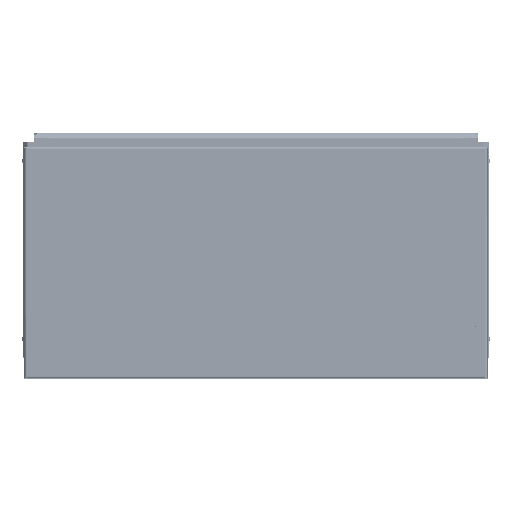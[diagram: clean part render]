
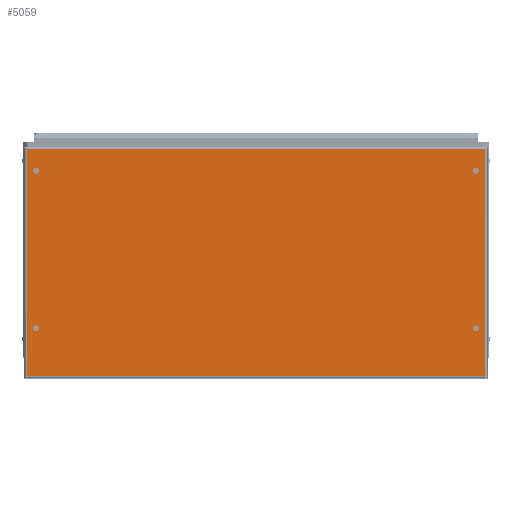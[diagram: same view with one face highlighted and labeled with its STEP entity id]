
A CAD part, top view. The second image highlights one B-rep face of the part: STEP entity #5059.
In plain terms, the highlighted face is planar.
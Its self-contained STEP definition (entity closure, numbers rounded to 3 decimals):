
#3136=FACE_BOUND('',#9554,.T.);
#3137=FACE_BOUND('',#9555,.T.);
#3138=FACE_BOUND('',#9556,.T.);
#3139=FACE_BOUND('',#9557,.T.);
#3140=FACE_BOUND('',#9558,.T.);
#4364=CIRCLE('',#35911,5.);
#4366=CIRCLE('',#35914,5.);
#4368=CIRCLE('',#35917,5.);
#4370=CIRCLE('',#35920,5.);
#5059=ADVANCED_FACE('F27',(#3136,#3137,#3138,#3139,#3140),#6740,.T.);
#6740=PLANE('',#35923);
#9554=EDGE_LOOP('',(#12910,#12911,#12912,#12913));
#9555=EDGE_LOOP('',(#12914));
#9556=EDGE_LOOP('',(#12915));
#9557=EDGE_LOOP('',(#12916));
#9558=EDGE_LOOP('',(#12917));
#12019=B_SPLINE_CURVE_WITH_KNOTS('',3,(#46112,#46113,#46114,#46115),
 .UNSPECIFIED.,.F.,.F.,(4,4),(0.,1.),.UNSPECIFIED.);
#12020=B_SPLINE_CURVE_WITH_KNOTS('',3,(#46117,#46118,#46119,#46120),
 .UNSPECIFIED.,.F.,.F.,(4,4),(0.,1.),.UNSPECIFIED.);
#12021=B_SPLINE_CURVE_WITH_KNOTS('',3,(#46122,#46123,#46124,#46125),
 .UNSPECIFIED.,.F.,.F.,(4,4),(0.,1.),.UNSPECIFIED.);
#12022=B_SPLINE_CURVE_WITH_KNOTS('',3,(#46127,#46128,#46129,#46130),
 .UNSPECIFIED.,.F.,.F.,(4,4),(0.,1.),.UNSPECIFIED.);
#12910=ORIENTED_EDGE('',*,*,#25179,.F.);
#12911=ORIENTED_EDGE('',*,*,#25180,.F.);
#12912=ORIENTED_EDGE('',*,*,#25181,.F.);
#12913=ORIENTED_EDGE('',*,*,#25182,.F.);
#12914=ORIENTED_EDGE('',*,*,#25177,.T.);
#12915=ORIENTED_EDGE('',*,*,#25174,.T.);
#12916=ORIENTED_EDGE('',*,*,#25171,.T.);
#12917=ORIENTED_EDGE('',*,*,#25168,.T.);
#22124=VERTEX_POINT('',#46077);
#22127=VERTEX_POINT('',#46087);
#22129=VERTEX_POINT('',#46094);
#22131=VERTEX_POINT('',#46101);
#22133=VERTEX_POINT('',#46108);
#22134=VERTEX_POINT('',#46116);
#22135=VERTEX_POINT('',#46121);
#22136=VERTEX_POINT('',#46126);
#25168=EDGE_CURVE('E108',#22127,#22127,#4364,.T.);
#25171=EDGE_CURVE('E107',#22129,#22129,#4366,.T.);
#25174=EDGE_CURVE('E106',#22131,#22131,#4368,.T.);
#25177=EDGE_CURVE('E105',#22133,#22133,#4370,.T.);
#25179=EDGE_CURVE('E88',#22124,#22134,#12019,.T.);
#25180=EDGE_CURVE('E68',#22135,#22124,#12020,.T.);
#25181=EDGE_CURVE('E80',#22136,#22135,#12021,.T.);
#25182=EDGE_CURVE('E62',#22134,#22136,#12022,.T.);
#35911=AXIS2_PLACEMENT_3D('',#46088,#38202,#38203);
#35914=AXIS2_PLACEMENT_3D('',#46095,#38208,#38209);
#35917=AXIS2_PLACEMENT_3D('',#46102,#38214,#38215);
#35920=AXIS2_PLACEMENT_3D('',#46109,#38220,#38221);
#35923=AXIS2_PLACEMENT_3D('',#46131,#38226,#38227);
#38202=DIRECTION('',(0.,-1.,0.));
#38203=DIRECTION('',(0.,0.,-1.));
#38208=DIRECTION('',(0.,-1.,0.));
#38209=DIRECTION('',(0.,0.,-1.));
#38214=DIRECTION('',(0.,-1.,0.));
#38215=DIRECTION('',(0.,0.,-1.));
#38220=DIRECTION('',(0.,-1.,0.));
#38221=DIRECTION('',(0.,0.,-1.));
#38226=DIRECTION('',(0.,1.,0.));
#38227=DIRECTION('',(0.,0.,1.));
#46077=CARTESIAN_POINT('',(389.209,-1357.554,-637.844));
#46087=CARTESIAN_POINT('',(372.709,-1357.555,-725.344));
#46088=CARTESIAN_POINT('',(372.709,-1357.555,-720.344));
#46094=CARTESIAN_POINT('',(-381.291,-1357.555,-725.344));
#46095=CARTESIAN_POINT('',(-381.291,-1357.555,-720.344));
#46101=CARTESIAN_POINT('',(372.709,-1357.555,-995.344));
#46102=CARTESIAN_POINT('',(372.709,-1357.555,-990.344));
#46108=CARTESIAN_POINT('',(-381.291,-1357.555,-995.344));
#46109=CARTESIAN_POINT('',(-381.291,-1357.555,-990.344));
#46112=CARTESIAN_POINT('',(389.209,-1357.554,-637.844));
#46113=CARTESIAN_POINT('',(126.875,-1357.554,-637.844));
#46114=CARTESIAN_POINT('',(-135.458,-1357.554,-637.844));
#46115=CARTESIAN_POINT('',(-397.791,-1357.554,-637.844));
#46116=CARTESIAN_POINT('',(-397.791,-1357.554,-637.844));
#46117=CARTESIAN_POINT('',(389.209,-1357.554,-1027.844));
#46118=CARTESIAN_POINT('',(389.209,-1357.554,-897.844));
#46119=CARTESIAN_POINT('',(389.209,-1357.554,-767.844));
#46120=CARTESIAN_POINT('',(389.209,-1357.554,-637.844));
#46121=CARTESIAN_POINT('',(389.209,-1357.554,-1027.844));
#46122=CARTESIAN_POINT('',(-397.791,-1357.554,-1027.844));
#46123=CARTESIAN_POINT('',(-135.458,-1357.554,-1027.844));
#46124=CARTESIAN_POINT('',(126.875,-1357.554,-1027.844));
#46125=CARTESIAN_POINT('',(389.209,-1357.554,-1027.844));
#46126=CARTESIAN_POINT('',(-397.791,-1357.554,-1027.844));
#46127=CARTESIAN_POINT('',(-397.791,-1357.554,-637.844));
#46128=CARTESIAN_POINT('',(-397.791,-1357.554,-767.844));
#46129=CARTESIAN_POINT('',(-397.791,-1357.554,-897.844));
#46130=CARTESIAN_POINT('',(-397.791,-1357.554,-1027.844));
#46131=CARTESIAN_POINT('',(-397.791,-1357.555,-1027.844));
